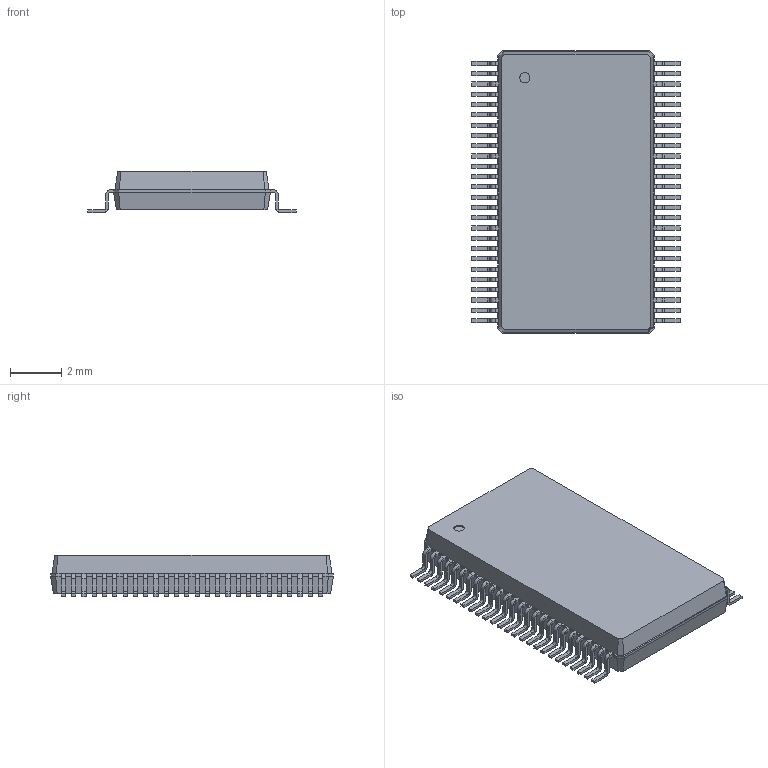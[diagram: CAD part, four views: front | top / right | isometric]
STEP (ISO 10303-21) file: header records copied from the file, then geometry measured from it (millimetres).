
FILE_DESCRIPTION(/* description */ ('model of TSSOP-52_6.1x11mm_P0.4mm'),/* implementation_level */ '2;1');
FILE_NAME(/* name */ 'TSSOP-52_6.1x11mm_P0.4mm.step',/* time_stamp */ '2020-02-11T19:57:29',/* author */ ('kicad StepUp','ksu'),/* organization */ ('FreeCAD'),/* preprocessor_version */ 'OCC',/* originating_system */ 'kicad StepUp',/* authorisation */ '');
FILE_SCHEMA(('AUTOMOTIVE_DESIGN { 1 0 10303 214 1 1 1 1 }'));
Products named in the file (1): TSSOP_52_61x11mm_P04mm
Bounding box: 8.1 x 11 x 1.6 mm (x, y, z)
Volume: 98.1 mm3; surface area: 222.3 mm2
Topology: 1 solids, 1 shells, 816 faces, 2207 edges, 1394 vertices
Faces by surface type: plane 531, cylinder 209, bspline 76
Full cylindrical faces by diameter (mm): 0.4 x1
Entity records: 60006 total; most frequent: CARTESIAN_POINT 10744, DIRECTION 7981, LINE 5453, VECTOR 5453, ORIENTED_EDGE 4414, PCURVE 4414, DEFINITIONAL_REPRESENTATION 4414, EDGE_CURVE 2207
